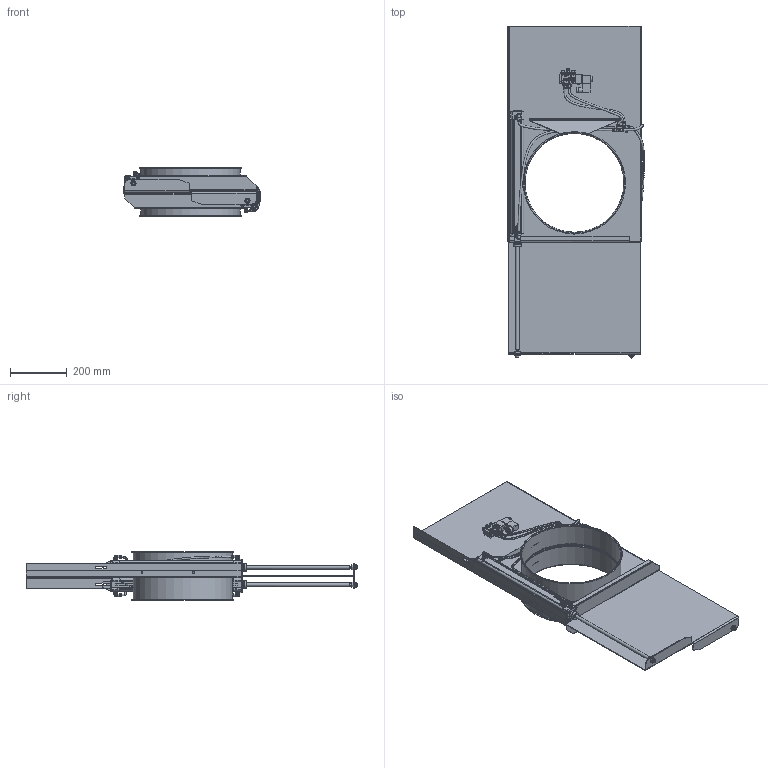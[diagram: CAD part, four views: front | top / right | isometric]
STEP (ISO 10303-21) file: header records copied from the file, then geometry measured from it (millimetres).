
FILE_DESCRIPTION(/* description */ (''),/* implementation_level */ '2;1');
FILE_NAME(/* name */ 'TQP350HP.stp',/* time_stamp */ '2019-02-19T14:36:23+01:00',/* author */ ('Patrick'),/* organization */ (''),/* preprocessor_version */ 'ST-DEVELOPER v16.1',/* originating_system */ 'Autodesk Inventor 2016',/* authorisation */ '');
FILE_SCHEMA (('AUTOMOTIVE_DESIGN { 1 0 10303 214 3 1 1 }'));
Products named in the file (25): Außenblech_280_400; Schieberblech_280_400; Stutzen; Stuetzblech; SE_Kolbenrohr; Zylinderhalterung_SE; SE_Kolbenstange; MI25-M10x1_5 - Nut; 4V210-06-S1; OR 7.2X1.9; DR6-1_NEU; R200107-N1; 200107_IPSO_01_6_18_22.05.2015; 11_012_4; Ventil_mit_Verschraubung; R202203-I1-N2A; 214602-N2_GEW.-_1-8_1-8; 202203_IPSO_022_6_18_22.09.15; INLET_6_NEU; R200503-i1; DR6-1_NEU_1; DR6-1_NEU_2; 200503_IPSO_05_6_31.07.2015; PUN6x4_Schwarz_350; Schieber_280_400
Assembly tree (43 placements, depth 4):
  Schieber_280_400
    Außenblech_280_400  x2
    Schieberblech_280_400
    Stutzen  x2
    Stuetzblech  x2
    SE_Kolbenrohr  x2
    Zylinderhalterung_SE  x2
    SE_Kolbenstange  x2
    MI25-M10x1_5 - Nut  x4
    Ventil_mit_Verschraubung
      4V210-06-S1
      200107_IPSO_01_6_18_22.05.2015  x3
        OR 7.2X1.9
        DR6-1_NEU
        R200107-N1
      11_012_4  x2
    202203_IPSO_022_6_18_22.09.15  x4
      OR 7.2X1.9
      DR6-1_NEU
      R202203-I1-N2A
      214602-N2_GEW.-_1-8_1-8
    200503_IPSO_05_6_31.07.2015  x2
      INLET_6_NEU
      R200503-i1
      DR6-1_NEU
      DR6-1_NEU_1
      DR6-1_NEU_2
    PUN6x4_Schwarz_350
Bounding box: 484.42 x 1175 x 170 mm (x, y, z)
Volume: 3834417.8 mm3; surface area: 2894640.5 mm2
Topology: 63 solids, 63 shells, 5198 faces, 13356 edges, 8693 vertices
Faces by surface type: plane 3001, bspline 1301, cylinder 507, cone 336, torus 45, sphere 8
Full cylindrical faces by diameter (mm): 2.8 x2, 3 x4, 3.2 x2, 4 x16, 4.2 x7, 4.6 x2, 4.9 x4, 4.917 x16, 5 x10, 5.4 x2, 5.5 x4, 6 x8, 6.1 x27, 6.2 x13, 6.6 x8, 6.8 x1, 7 x12, 8 x6, 8.3 x20, 8.376 x4, 8.566 x9, 9 x23, 9.5 x13, 9.6 x15, 9.7 x16, 9.728 x7, 10 x12, 10.1 x8, 10.5 x2, 10.8 x1
Entity records: 101051 total; most frequent: CARTESIAN_POINT 34663, ORIENTED_EDGE 14556, DIRECTION 10479, EDGE_CURVE 7278, VERTEX_POINT 4916, LINE 4869, VECTOR 4869, EDGE_LOOP 3526
